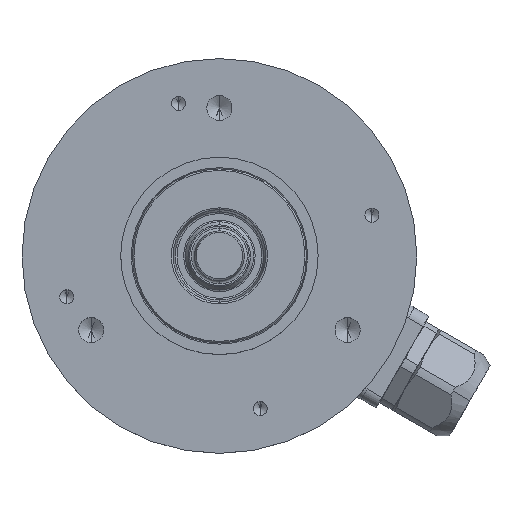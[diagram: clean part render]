
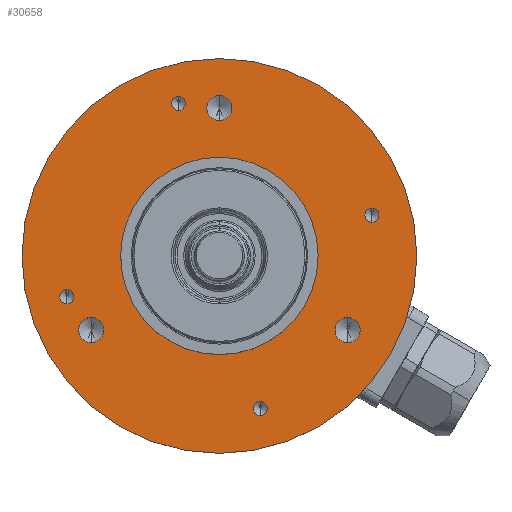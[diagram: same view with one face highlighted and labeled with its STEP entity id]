
A CAD part, top view. The second image highlights one B-rep face of the part: STEP entity #30658.
In plain terms, the highlighted planar face has unit normal (0, 0, 1).
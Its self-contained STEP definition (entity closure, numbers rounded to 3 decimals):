
#4355=CARTESIAN_POINT('',(0.,0.,22.5));
#4356=DIRECTION('',(0.,0.,1.));
#4357=DIRECTION('',(1.,0.,0.));
#4358=AXIS2_PLACEMENT_3D('',#4355,#4356,#4357);
#4369=CARTESIAN_POINT('',(0.,0.,22.5));
#4370=DIRECTION('',(0.,0.,1.));
#4371=DIRECTION('',(-1.,0.,0.));
#4372=AXIS2_PLACEMENT_3D('',#4369,#4370,#4371);
#4374=CARTESIAN_POINT('',(-24.535,-6.574,22.5));
#4375=DIRECTION('',(0.,0.,1.));
#4376=DIRECTION('',(0.,-1.,0.));
#4377=AXIS2_PLACEMENT_3D('',#4374,#4375,#4376);
#4379=CARTESIAN_POINT('',(-24.535,-6.574,22.5));
#4380=DIRECTION('',(0.,0.,1.));
#4381=DIRECTION('',(0.,1.,0.));
#4382=AXIS2_PLACEMENT_3D('',#4379,#4380,#4381);
#4384=CARTESIAN_POINT('',(-6.574,24.535,22.5));
#4385=DIRECTION('',(0.,0.,1.));
#4386=DIRECTION('',(0.,-1.,0.));
#4387=AXIS2_PLACEMENT_3D('',#4384,#4385,#4386);
#4389=CARTESIAN_POINT('',(-6.574,24.535,22.5));
#4390=DIRECTION('',(0.,0.,1.));
#4391=DIRECTION('',(0.,1.,0.));
#4392=AXIS2_PLACEMENT_3D('',#4389,#4390,#4391);
#4394=CARTESIAN_POINT('',(24.535,6.574,22.5));
#4395=DIRECTION('',(0.,0.,1.));
#4396=DIRECTION('',(0.,-1.,0.));
#4397=AXIS2_PLACEMENT_3D('',#4394,#4395,#4396);
#4399=CARTESIAN_POINT('',(24.535,6.574,22.5));
#4400=DIRECTION('',(0.,0.,1.));
#4401=DIRECTION('',(0.,1.,0.));
#4402=AXIS2_PLACEMENT_3D('',#4399,#4400,#4401);
#4404=CARTESIAN_POINT('',(6.574,-24.535,22.5));
#4405=DIRECTION('',(0.,0.,1.));
#4406=DIRECTION('',(0.,-1.,0.));
#4407=AXIS2_PLACEMENT_3D('',#4404,#4405,#4406);
#4409=CARTESIAN_POINT('',(6.574,-24.535,22.5));
#4410=DIRECTION('',(0.,0.,1.));
#4411=DIRECTION('',(0.,1.,0.));
#4412=AXIS2_PLACEMENT_3D('',#4409,#4410,#4411);
#4414=CARTESIAN_POINT('',(-20.62,-11.905,22.5));
#4415=DIRECTION('',(0.,0.,1.));
#4416=DIRECTION('',(0.,-1.,0.));
#4417=AXIS2_PLACEMENT_3D('',#4414,#4415,#4416);
#4419=CARTESIAN_POINT('',(-20.62,-11.905,22.5));
#4420=DIRECTION('',(0.,0.,1.));
#4421=DIRECTION('',(0.,1.,0.));
#4422=AXIS2_PLACEMENT_3D('',#4419,#4420,#4421);
#4424=CARTESIAN_POINT('',(0.,23.81,22.5));
#4425=DIRECTION('',(0.,0.,1.));
#4426=DIRECTION('',(0.,-1.,0.));
#4427=AXIS2_PLACEMENT_3D('',#4424,#4425,#4426);
#4429=CARTESIAN_POINT('',(0.,23.81,22.5));
#4430=DIRECTION('',(0.,0.,1.));
#4431=DIRECTION('',(0.,1.,0.));
#4432=AXIS2_PLACEMENT_3D('',#4429,#4430,#4431);
#4434=CARTESIAN_POINT('',(20.62,-11.905,22.5));
#4435=DIRECTION('',(0.,0.,1.));
#4436=DIRECTION('',(0.,-1.,0.));
#4437=AXIS2_PLACEMENT_3D('',#4434,#4435,#4436);
#4439=CARTESIAN_POINT('',(20.62,-11.905,22.5));
#4440=DIRECTION('',(0.,0.,1.));
#4441=DIRECTION('',(0.,1.,0.));
#4442=AXIS2_PLACEMENT_3D('',#4439,#4440,#4441);
#4448=CARTESIAN_POINT('',(0.,0.,22.5));
#4449=DIRECTION('',(0.,0.,1.));
#4450=DIRECTION('',(0.,1.,0.));
#4451=AXIS2_PLACEMENT_3D('',#4448,#4449,#4450);
#4467=CARTESIAN_POINT('',(0.,0.,22.5));
#4468=DIRECTION('',(0.,0.,-1.));
#4469=DIRECTION('',(0.,1.,0.));
#4470=AXIS2_PLACEMENT_3D('',#4467,#4468,#4469);
#22057=CARTESIAN_POINT('',(0.,15.875,22.5));
#22058=CARTESIAN_POINT('',(0.,-15.875,22.5));
#22059=VERTEX_POINT('',#22057);
#22060=VERTEX_POINT('',#22058);
#22069=CARTESIAN_POINT('',(31.75,0.,22.5));
#22070=CARTESIAN_POINT('',(-31.75,0.,22.5));
#22071=VERTEX_POINT('',#22069);
#22072=VERTEX_POINT('',#22070);
#22079=CARTESIAN_POINT('',(-24.535,-7.704,22.5));
#22080=CARTESIAN_POINT('',(-24.535,-5.444,22.5));
#22081=VERTEX_POINT('',#22079);
#22082=VERTEX_POINT('',#22080);
#22089=CARTESIAN_POINT('',(-6.574,23.404,22.5));
#22090=CARTESIAN_POINT('',(-6.574,25.665,22.5));
#22091=VERTEX_POINT('',#22089);
#22092=VERTEX_POINT('',#22090);
#22099=CARTESIAN_POINT('',(24.535,5.444,22.5));
#22100=CARTESIAN_POINT('',(24.535,7.704,22.5));
#22101=VERTEX_POINT('',#22099);
#22102=VERTEX_POINT('',#22100);
#22109=CARTESIAN_POINT('',(6.574,-25.665,22.5));
#22110=CARTESIAN_POINT('',(6.574,-23.404,22.5));
#22111=VERTEX_POINT('',#22109);
#22112=VERTEX_POINT('',#22110);
#22119=CARTESIAN_POINT('',(-20.62,-13.924,22.5));
#22120=CARTESIAN_POINT('',(-20.62,-9.886,22.5));
#22121=VERTEX_POINT('',#22119);
#22122=VERTEX_POINT('',#22120);
#22129=CARTESIAN_POINT('',(0.,21.791,22.5));
#22130=CARTESIAN_POINT('',(0.,25.829,22.5));
#22131=VERTEX_POINT('',#22129);
#22132=VERTEX_POINT('',#22130);
#22139=CARTESIAN_POINT('',(20.62,-13.924,22.5));
#22140=CARTESIAN_POINT('',(20.62,-9.886,22.5));
#22141=VERTEX_POINT('',#22139);
#22142=VERTEX_POINT('',#22140);
#30601=CARTESIAN_POINT('',(0.,0.,22.5));
#30602=DIRECTION('',(0.,0.,-1.));
#30603=DIRECTION('',(0.,1.,0.));
#30604=AXIS2_PLACEMENT_3D('',#30601,#30602,#30603);
#30605=PLANE('',#30604);
#30606=ORIENTED_EDGE('',*,*,#30581,.F.);
#30607=ORIENTED_EDGE('',*,*,#30595,.F.);
#30608=EDGE_LOOP('',(#30606,#30607));
#30609=FACE_OUTER_BOUND('',#30608,.F.);
#30611=ORIENTED_EDGE('',*,*,#30610,.T.);
#30613=ORIENTED_EDGE('',*,*,#30612,.F.);
#30614=EDGE_LOOP('',(#30611,#30613));
#30615=FACE_BOUND('',#30614,.F.);
#30617=ORIENTED_EDGE('',*,*,#30616,.T.);
#30619=ORIENTED_EDGE('',*,*,#30618,.T.);
#30620=EDGE_LOOP('',(#30617,#30619));
#30621=FACE_BOUND('',#30620,.F.);
#30623=ORIENTED_EDGE('',*,*,#30622,.T.);
#30625=ORIENTED_EDGE('',*,*,#30624,.T.);
#30626=EDGE_LOOP('',(#30623,#30625));
#30627=FACE_BOUND('',#30626,.F.);
#30629=ORIENTED_EDGE('',*,*,#30628,.T.);
#30631=ORIENTED_EDGE('',*,*,#30630,.T.);
#30632=EDGE_LOOP('',(#30629,#30631));
#30633=FACE_BOUND('',#30632,.F.);
#30635=ORIENTED_EDGE('',*,*,#30634,.T.);
#30637=ORIENTED_EDGE('',*,*,#30636,.T.);
#30638=EDGE_LOOP('',(#30635,#30637));
#30639=FACE_BOUND('',#30638,.F.);
#30641=ORIENTED_EDGE('',*,*,#30640,.T.);
#30643=ORIENTED_EDGE('',*,*,#30642,.T.);
#30644=EDGE_LOOP('',(#30641,#30643));
#30645=FACE_BOUND('',#30644,.F.);
#30647=ORIENTED_EDGE('',*,*,#30646,.T.);
#30649=ORIENTED_EDGE('',*,*,#30648,.T.);
#30650=EDGE_LOOP('',(#30647,#30649));
#30651=FACE_BOUND('',#30650,.F.);
#30653=ORIENTED_EDGE('',*,*,#30652,.T.);
#30655=ORIENTED_EDGE('',*,*,#30654,.T.);
#30656=EDGE_LOOP('',(#30653,#30655));
#30657=FACE_BOUND('',#30656,.F.);
#4359=CIRCLE('',#4358,31.75);
#4373=CIRCLE('',#4372,31.75);
#4378=CIRCLE('',#4377,1.13);
#4383=CIRCLE('',#4382,1.13);
#4388=CIRCLE('',#4387,1.13);
#4393=CIRCLE('',#4392,1.13);
#4398=CIRCLE('',#4397,1.13);
#4403=CIRCLE('',#4402,1.13);
#4408=CIRCLE('',#4407,1.13);
#4413=CIRCLE('',#4412,1.13);
#4418=CIRCLE('',#4417,2.019);
#4423=CIRCLE('',#4422,2.019);
#4428=CIRCLE('',#4427,2.019);
#4433=CIRCLE('',#4432,2.019);
#4438=CIRCLE('',#4437,2.019);
#4443=CIRCLE('',#4442,2.019);
#4452=CIRCLE('',#4451,15.875);
#4471=CIRCLE('',#4470,15.875);
#30581=EDGE_CURVE('',#22071,#22072,#4359,.T.);
#30595=EDGE_CURVE('',#22072,#22071,#4373,.T.);
#30610=EDGE_CURVE('',#22059,#22060,#4452,.T.);
#30612=EDGE_CURVE('',#22059,#22060,#4471,.T.);
#30616=EDGE_CURVE('',#22081,#22082,#4378,.T.);
#30618=EDGE_CURVE('',#22082,#22081,#4383,.T.);
#30622=EDGE_CURVE('',#22091,#22092,#4388,.T.);
#30624=EDGE_CURVE('',#22092,#22091,#4393,.T.);
#30628=EDGE_CURVE('',#22101,#22102,#4398,.T.);
#30630=EDGE_CURVE('',#22102,#22101,#4403,.T.);
#30634=EDGE_CURVE('',#22111,#22112,#4408,.T.);
#30636=EDGE_CURVE('',#22112,#22111,#4413,.T.);
#30640=EDGE_CURVE('',#22121,#22122,#4418,.T.);
#30642=EDGE_CURVE('',#22122,#22121,#4423,.T.);
#30646=EDGE_CURVE('',#22131,#22132,#4428,.T.);
#30648=EDGE_CURVE('',#22132,#22131,#4433,.T.);
#30652=EDGE_CURVE('',#22141,#22142,#4438,.T.);
#30654=EDGE_CURVE('',#22142,#22141,#4443,.T.);
#30658=ADVANCED_FACE('',(#30609,#30615,#30621,#30627,#30633,#30639,#30645,
#30651,#30657),#30605,.F.);
